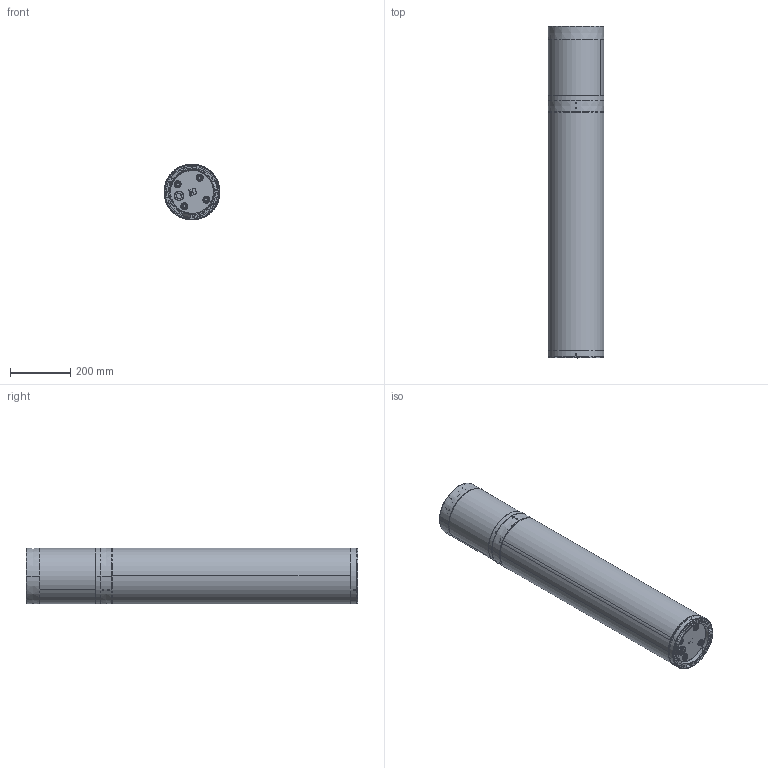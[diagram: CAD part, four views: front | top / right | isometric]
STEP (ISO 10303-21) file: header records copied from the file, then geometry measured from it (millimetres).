
FILE_DESCRIPTION (( 'STEP AP203' ), '1' );
FILE_NAME ('TERES LED.STEP', '2022-05-12T06:53:29', ( '' ), ( '' ), 'SwSTEP 2.0', 'SolidWorks 2019', '' );
FILE_SCHEMA (( 'CONFIG_CONTROL_DESIGN' ));
Length unit declared in the file: millimetre
Products named in the file (1): TERES LED
Bounding box: 186 x 1103.5 x 186 mm (x, y, z)
Volume: 3280077.3 mm3; surface area: 1958381.3 mm2
Topology: 20 solids, 20 shells, 2537 faces, 6369 edges, 3840 vertices
Faces by surface type: bspline 763, plane 567, cylinder 549, cone 412, torus 222, sphere 24
Entity records: 111208 total; most frequent: CARTESIAN_POINT 56423, ORIENTED_EDGE 12520, DIRECTION 9921, EDGE_CURVE 6260, AXIS2_PLACEMENT_3D 4063, VERTEX_POINT 3828, EDGE_LOOP 2784, FACE_OUTER_BOUND 2537
